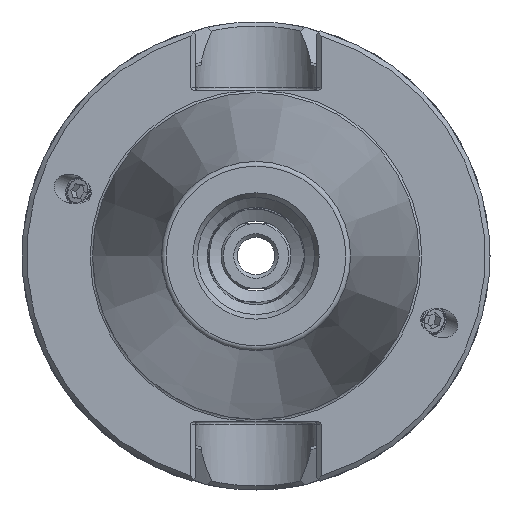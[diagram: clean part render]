
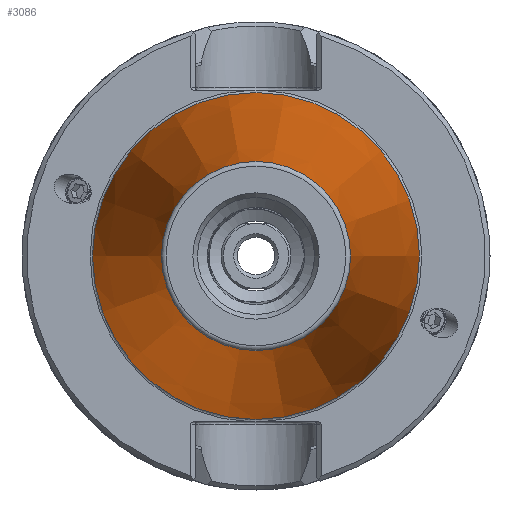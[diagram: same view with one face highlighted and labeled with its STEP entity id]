
A CAD part, left-side view. The second image highlights one B-rep face of the part: STEP entity #3086.
In plain terms, the highlighted conical face has half-angle 8.297 degrees and reference radius 27.502 mm.
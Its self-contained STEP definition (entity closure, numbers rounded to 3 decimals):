
#2834=CARTESIAN_POINT('',(0.0,34.925,0.0));
#2835=VERTEX_POINT('',#2834);
#2836=CARTESIAN_POINT('',(0.0,0.0,0.0));
#2837=DIRECTION('',(1.0,0.,0.0));
#2838=DIRECTION('',(0.,1.0,0.0));
#2839=AXIS2_PLACEMENT_3D('',#2836,#2837,#2838);
#2840=CIRCLE('',#2839,34.925);
#2841=EDGE_CURVE('',#2835,#2835,#2840,.T.);
#3051=CARTESIAN_POINT('',(-100.934,20.206,0.));
#3052=VERTEX_POINT('',#3051);
#3053=CARTESIAN_POINT('',(-100.934,0.,0.));
#3054=DIRECTION('',(-1.0,0.0,0.0));
#3055=DIRECTION('',(0.0,-1.0,0.0));
#3056=AXIS2_PLACEMENT_3D('',#3053,#3054,#3055);
#3057=CIRCLE('',#3056,20.206);
#3058=EDGE_CURVE('',#3052,#3052,#3057,.T.);
#3075=CARTESIAN_POINT('',(-50.902,0.0,0.0));
#3076=DIRECTION('',(1.0,0.0,0.0));
#3077=DIRECTION('',(0.,1.0,0.0));
#3078=AXIS2_PLACEMENT_3D('',#3075,#3076,#3077);
#3079=CONICAL_SURFACE('',#3078,27.502,8.297);
#3080=ORIENTED_EDGE('',*,*,#2841,.F.);
#3081=EDGE_LOOP('',(#3080));
#3082=FACE_OUTER_BOUND('',#3081,.T.);
#3083=ORIENTED_EDGE('',*,*,#3058,.F.);
#3084=EDGE_LOOP('',(#3083));
#3085=FACE_BOUND('',#3084,.T.);
#3086=ADVANCED_FACE('',(#3082,#3085),#3079,.T.);
